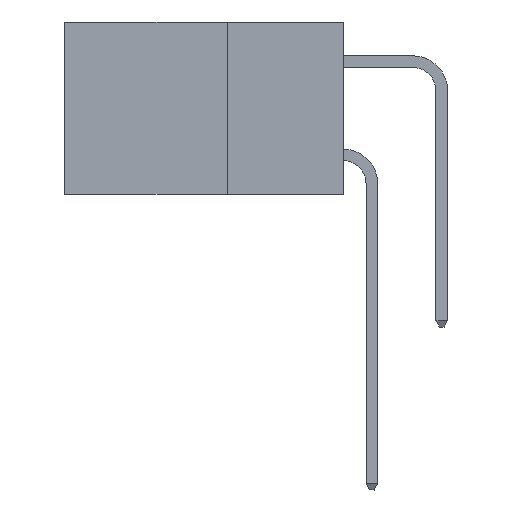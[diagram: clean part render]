
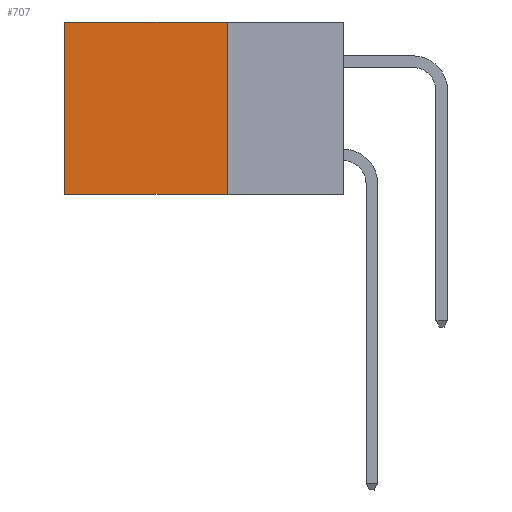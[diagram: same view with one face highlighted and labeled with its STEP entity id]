
A CAD part, left-side view. The second image highlights one B-rep face of the part: STEP entity #707.
In plain terms, the highlighted planar face has unit normal (-1, 0, 0).
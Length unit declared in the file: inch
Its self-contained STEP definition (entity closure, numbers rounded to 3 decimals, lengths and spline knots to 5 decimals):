
#280 = EDGE_LOOP ( 'NONE', ( #3730, #1679, #11998, #1671 ) ) ;
#472 = EDGE_CURVE ( 'NONE', #3216, #5349, #5110, .T. ) ;
#707 = ADVANCED_FACE ( 'NONE', ( #8527 ), #7382, .F. ) ;
#946 = DIRECTION ( 'NONE',  ( 0., 1., 0. ) ) ;
#952 = DIRECTION ( 'NONE',  ( 0., 0., -1. ) ) ;
#1063 = CARTESIAN_POINT ( 'NONE',  ( 0.298, 0.25, -0.37 ) ) ;
#1288 = DIRECTION ( 'NONE',  ( 1., 0., 0. ) ) ;
#1343 = VECTOR ( 'NONE', #6050, 39.37008 ) ;
#1380 = CARTESIAN_POINT ( 'NONE',  ( 0.298, 0.25, 0. ) ) ;
#1538 = LINE ( 'NONE', #4267, #3737 ) ;
#1671 = ORIENTED_EDGE ( 'NONE', *, *, #4259, .T. ) ;
#1679 = ORIENTED_EDGE ( 'NONE', *, *, #4692, .F. ) ;
#2188 = VERTEX_POINT ( 'NONE', #2238 ) ;
#2238 = CARTESIAN_POINT ( 'NONE',  ( 0.298, 0.25, 0. ) ) ;
#3216 = VERTEX_POINT ( 'NONE', #12173 ) ;
#3530 = AXIS2_PLACEMENT_3D ( 'NONE', #1380, #1288, #10321 ) ;
#3730 = ORIENTED_EDGE ( 'NONE', *, *, #472, .T. ) ;
#3737 = VECTOR ( 'NONE', #6328, 39.37008 ) ;
#4259 = EDGE_CURVE ( 'NONE', #2188, #3216, #4478, .T. ) ;
#4267 = CARTESIAN_POINT ( 'NONE',  ( 0.298, 0.25, 0. ) ) ;
#4478 = LINE ( 'NONE', #7903, #12006 ) ;
#4692 = EDGE_CURVE ( 'NONE', #5623, #5349, #7934, .T. ) ;
#5110 = LINE ( 'NONE', #12927, #9811 ) ;
#5349 = VERTEX_POINT ( 'NONE', #7285 ) ;
#5623 = VERTEX_POINT ( 'NONE', #11899 ) ;
#6050 = DIRECTION ( 'NONE',  ( 0., 1., 0. ) ) ;
#6328 = DIRECTION ( 'NONE',  ( 0., 0., -1. ) ) ;
#7285 = CARTESIAN_POINT ( 'NONE',  ( 0.298, 0.6, -0.37 ) ) ;
#7382 = PLANE ( 'NONE',  #3530 ) ;
#7903 = CARTESIAN_POINT ( 'NONE',  ( 0.298, 0.25, 0. ) ) ;
#7934 = LINE ( 'NONE', #1063, #1343 ) ;
#8527 = FACE_OUTER_BOUND ( 'NONE', #280, .T. ) ;
#9226 = EDGE_CURVE ( 'NONE', #2188, #5623, #1538, .T. ) ;
#9811 = VECTOR ( 'NONE', #952, 39.37008 ) ;
#10321 = DIRECTION ( 'NONE',  ( 0., 0., -1. ) ) ;
#11899 = CARTESIAN_POINT ( 'NONE',  ( 0.298, 0.25, -0.37 ) ) ;
#11998 = ORIENTED_EDGE ( 'NONE', *, *, #9226, .F. ) ;
#12006 = VECTOR ( 'NONE', #946, 39.37008 ) ;
#12173 = CARTESIAN_POINT ( 'NONE',  ( 0.298, 0.6, 0. ) ) ;
#12927 = CARTESIAN_POINT ( 'NONE',  ( 0.298, 0.6, 0. ) ) ;
